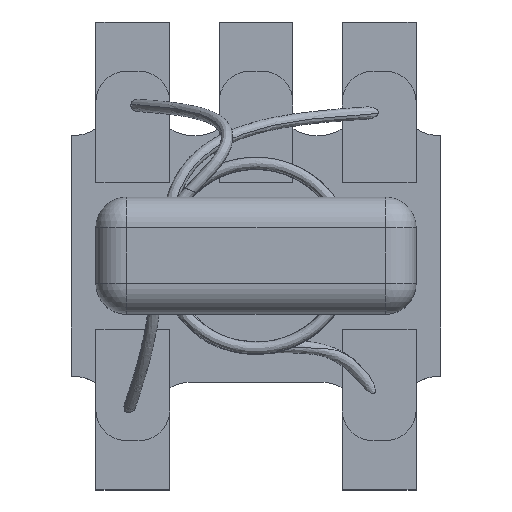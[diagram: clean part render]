
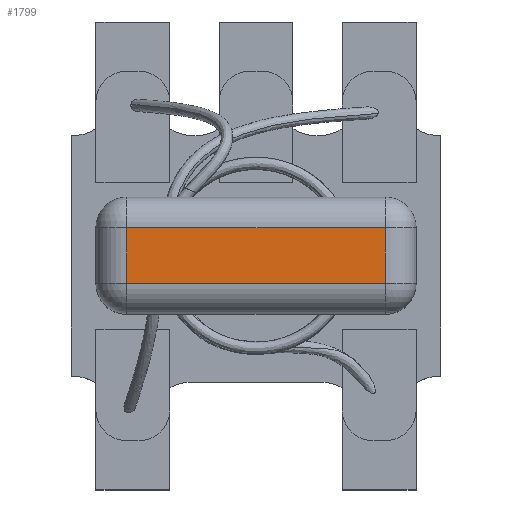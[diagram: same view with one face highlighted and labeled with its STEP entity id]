
A CAD part, top view. The second image highlights one B-rep face of the part: STEP entity #1799.
In plain terms, the highlighted planar face has unit normal (0, 0, 1).
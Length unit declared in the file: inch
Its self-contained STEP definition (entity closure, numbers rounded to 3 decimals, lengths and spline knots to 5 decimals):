
#1799 = ADVANCED_FACE ( 'NONE', ( #8057 ), #7949, .T. ) ;
#1800 = EDGE_LOOP ( 'NONE', ( #1801, #1874, #1877, #1880 ) ) ;
#1801 = ORIENTED_EDGE ( 'NONE', *, *, #1871, .T. ) ;
#1871 = EDGE_CURVE ( 'NONE', #1872, #1873, #8477, .T. ) ;
#1872 = VERTEX_POINT ( 'NONE', #8473 ) ;
#1873 = VERTEX_POINT ( 'NONE', #8472 ) ;
#1874 = ORIENTED_EDGE ( 'NONE', *, *, #1875, .T. ) ;
#1875 = EDGE_CURVE ( 'NONE', #1873, #1876, #8471, .T. ) ;
#1876 = VERTEX_POINT ( 'NONE', #8467 ) ;
#1877 = ORIENTED_EDGE ( 'NONE', *, *, #1878, .T. ) ;
#1878 = EDGE_CURVE ( 'NONE', #1876, #1879, #8466, .T. ) ;
#1879 = VERTEX_POINT ( 'NONE', #8462 ) ;
#1880 = ORIENTED_EDGE ( 'NONE', *, *, #1881, .T. ) ;
#1881 = EDGE_CURVE ( 'NONE', #1879, #1872, #8460, .T. ) ;
#7945 = DIRECTION ( 'NONE',  ( 1., 0., 0. ) ) ;
#7946 = DIRECTION ( 'NONE',  ( 0., 0., 1. ) ) ;
#7947 = CARTESIAN_POINT ( 'NONE',  ( 0.1025, -0.05625, 0.1114 ) ) ;
#7948 = AXIS2_PLACEMENT_3D ( 'NONE', #7947, #7946, #7945 ) ;
#7949 = PLANE ( 'NONE',  #7948 ) ;
#8057 = FACE_OUTER_BOUND ( 'NONE', #1800, .T. ) ;
#8457 = DIRECTION ( 'NONE',  ( 0., 1., 0. ) ) ;
#8458 = VECTOR ( 'NONE', #8457, 39.37008 ) ;
#8459 = CARTESIAN_POINT ( 'NONE',  ( 0.1025, -0.05625, 0.1114 ) ) ;
#8460 = LINE ( 'NONE', #8459, #8458 ) ;
#8462 = CARTESIAN_POINT ( 'NONE',  ( 0.1025, -0.07875, 0.1114 ) ) ;
#8463 = DIRECTION ( 'NONE',  ( 1., 0., 0. ) ) ;
#8464 = VECTOR ( 'NONE', #8463, 39.37008 ) ;
#8465 = CARTESIAN_POINT ( 'NONE',  ( 0.1025, -0.07875, 0.1114 ) ) ;
#8466 = LINE ( 'NONE', #8465, #8464 ) ;
#8467 = CARTESIAN_POINT ( 'NONE',  ( -0.0025, -0.07875, 0.1114 ) ) ;
#8468 = DIRECTION ( 'NONE',  ( 0., -1., 0. ) ) ;
#8469 = VECTOR ( 'NONE', #8468, 39.37008 ) ;
#8470 = CARTESIAN_POINT ( 'NONE',  ( -0.0025, -0.07875, 0.1114 ) ) ;
#8471 = LINE ( 'NONE', #8470, #8469 ) ;
#8472 = CARTESIAN_POINT ( 'NONE',  ( -0.0025, -0.05625, 0.1114 ) ) ;
#8473 = CARTESIAN_POINT ( 'NONE',  ( 0.1025, -0.05625, 0.1114 ) ) ;
#8474 = DIRECTION ( 'NONE',  ( -1., 0., 0. ) ) ;
#8475 = VECTOR ( 'NONE', #8474, 39.37008 ) ;
#8476 = CARTESIAN_POINT ( 'NONE',  ( -0.0025, -0.05625, 0.1114 ) ) ;
#8477 = LINE ( 'NONE', #8476, #8475 ) ;
